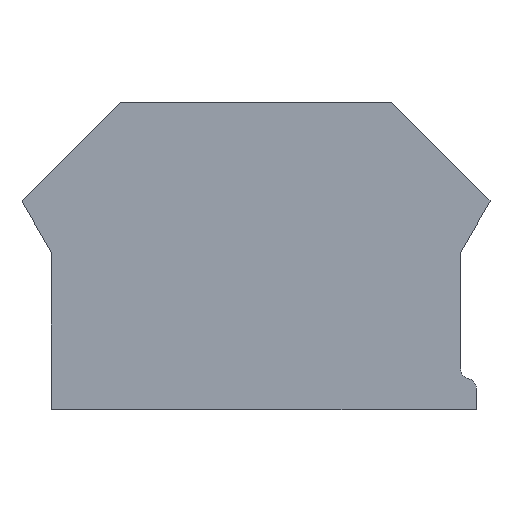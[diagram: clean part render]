
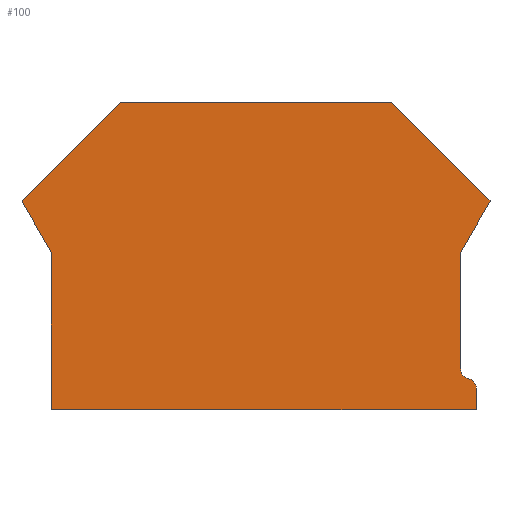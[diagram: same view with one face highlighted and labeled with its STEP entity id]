
A CAD part, top view. The second image highlights one B-rep face of the part: STEP entity #100.
In plain terms, the highlighted planar face has unit normal (0, 0, 1).
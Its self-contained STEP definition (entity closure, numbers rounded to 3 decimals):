
#100=ADVANCED_FACE('',(#130),#116,.T.);
#116=PLANE('',#401);
#130=FACE_OUTER_BOUND('',#146,.T.);
#146=EDGE_LOOP('',(#179,#180,#181,#182,#183,#184,#185,#186,#187,#188,#189,
#190,#191,#192));
#163=CIRCLE('',#399,1.);
#164=CIRCLE('',#400,1.);
#179=ORIENTED_EDGE('',*,*,#291,.F.);
#180=ORIENTED_EDGE('',*,*,#292,.T.);
#181=ORIENTED_EDGE('',*,*,#293,.F.);
#182=ORIENTED_EDGE('',*,*,#294,.T.);
#183=ORIENTED_EDGE('',*,*,#295,.T.);
#184=ORIENTED_EDGE('',*,*,#296,.T.);
#185=ORIENTED_EDGE('',*,*,#297,.F.);
#186=ORIENTED_EDGE('',*,*,#298,.T.);
#187=ORIENTED_EDGE('',*,*,#299,.F.);
#188=ORIENTED_EDGE('',*,*,#300,.T.);
#189=ORIENTED_EDGE('',*,*,#301,.F.);
#190=ORIENTED_EDGE('',*,*,#302,.T.);
#191=ORIENTED_EDGE('',*,*,#303,.T.);
#192=ORIENTED_EDGE('',*,*,#304,.F.);
#263=VERTEX_POINT('',#527);
#264=VERTEX_POINT('',#528);
#265=VERTEX_POINT('',#530);
#266=VERTEX_POINT('',#532);
#267=VERTEX_POINT('',#534);
#268=VERTEX_POINT('',#536);
#269=VERTEX_POINT('',#538);
#270=VERTEX_POINT('',#540);
#271=VERTEX_POINT('',#542);
#272=VERTEX_POINT('',#544);
#273=VERTEX_POINT('',#546);
#274=VERTEX_POINT('',#548);
#275=VERTEX_POINT('',#550);
#276=VERTEX_POINT('',#552);
#291=EDGE_CURVE('',#263,#264,#331,.T.);
#292=EDGE_CURVE('',#263,#265,#163,.T.);
#293=EDGE_CURVE('',#266,#265,#332,.T.);
#294=EDGE_CURVE('',#266,#267,#164,.T.);
#295=EDGE_CURVE('',#267,#268,#333,.T.);
#296=EDGE_CURVE('',#268,#269,#334,.T.);
#297=EDGE_CURVE('',#270,#269,#335,.T.);
#298=EDGE_CURVE('',#270,#271,#336,.T.);
#299=EDGE_CURVE('',#272,#271,#337,.T.);
#300=EDGE_CURVE('',#272,#273,#338,.T.);
#301=EDGE_CURVE('',#274,#273,#339,.T.);
#302=EDGE_CURVE('',#274,#275,#340,.T.);
#303=EDGE_CURVE('',#275,#276,#341,.T.);
#304=EDGE_CURVE('',#264,#276,#342,.T.);
#331=LINE('',#526,#369);
#332=LINE('',#531,#370);
#333=LINE('',#535,#371);
#334=LINE('',#537,#372);
#335=LINE('',#539,#373);
#336=LINE('',#541,#374);
#337=LINE('',#543,#375);
#338=LINE('',#545,#376);
#339=LINE('',#547,#377);
#340=LINE('',#549,#378);
#341=LINE('',#551,#379);
#342=LINE('',#553,#380);
#369=VECTOR('',#436,1.);
#370=VECTOR('',#439,1.);
#371=VECTOR('',#442,1.);
#372=VECTOR('',#443,1.);
#373=VECTOR('',#444,1.);
#374=VECTOR('',#445,1.);
#375=VECTOR('',#446,1.);
#376=VECTOR('',#447,1.);
#377=VECTOR('',#448,1.);
#378=VECTOR('',#449,1.);
#379=VECTOR('',#450,1.);
#380=VECTOR('',#451,1.);
#399=AXIS2_PLACEMENT_3D('',#529,#437,#438);
#400=AXIS2_PLACEMENT_3D('',#533,#440,#441);
#401=AXIS2_PLACEMENT_3D('',#554,#452,#453);
#436=DIRECTION('',(0.,-1.,0.));
#437=DIRECTION('',(0.,0.,1.));
#438=DIRECTION('',(1.,0.,0.));
#439=DIRECTION('',(0.94,-0.342,0.));
#440=DIRECTION('',(0.,0.,-1.));
#441=DIRECTION('',(1.,0.,0.));
#442=DIRECTION('',(0.,1.,0.));
#443=DIRECTION('',(0.5,0.866,0.));
#444=DIRECTION('',(0.,-1.,0.));
#445=DIRECTION('',(-0.707,0.707,0.));
#446=DIRECTION('',(1.,0.,0.));
#447=DIRECTION('',(-0.707,-0.707,0.));
#448=DIRECTION('',(0.,1.,0.));
#449=DIRECTION('',(0.5,-0.866,0.));
#450=DIRECTION('',(0.,-1.,0.));
#451=DIRECTION('',(-1.,0.,0.));
#452=DIRECTION('',(0.,0.,1.));
#453=DIRECTION('',(1.,0.,0.));
#526=CARTESIAN_POINT('',(46.3,1.725,1.5));
#527=CARTESIAN_POINT('',(46.3,2.167,1.5));
#528=CARTESIAN_POINT('',(46.3,0.,1.5));
#529=CARTESIAN_POINT('',(45.3,2.167,1.5));
#530=CARTESIAN_POINT('',(45.642,3.107,1.5));
#531=CARTESIAN_POINT('',(44.7,3.45,1.5));
#532=CARTESIAN_POINT('',(45.358,3.211,1.5));
#533=CARTESIAN_POINT('',(45.7,4.15,1.5));
#534=CARTESIAN_POINT('',(44.7,4.15,1.5));
#535=CARTESIAN_POINT('',(44.7,8.,1.5));
#536=CARTESIAN_POINT('',(44.7,16.,1.5));
#537=CARTESIAN_POINT('',(39.336,6.709,1.5));
#538=CARTESIAN_POINT('',(47.7,21.196,1.5));
#539=CARTESIAN_POINT('',(47.7,15.65,1.5));
#540=CARTESIAN_POINT('',(47.7,21.3,1.5));
#541=CARTESIAN_POINT('',(38.6,30.4,1.5));
#542=CARTESIAN_POINT('',(37.7,31.3,1.5));
#543=CARTESIAN_POINT('',(23.85,31.3,1.5));
#544=CARTESIAN_POINT('',(10.,31.3,1.5));
#545=CARTESIAN_POINT('',(9.1,30.4,1.5));
#546=CARTESIAN_POINT('',(0.,21.3,1.5));
#547=CARTESIAN_POINT('',(0.,15.65,1.5));
#548=CARTESIAN_POINT('',(0.,21.196,1.5));
#549=CARTESIAN_POINT('',(8.364,6.709,1.5));
#550=CARTESIAN_POINT('',(3.,16.,1.5));
#551=CARTESIAN_POINT('',(3.,8.,1.5));
#552=CARTESIAN_POINT('',(3.,0.,1.5));
#553=CARTESIAN_POINT('',(23.85,0.,1.5));
#554=CARTESIAN_POINT('',(23.85,15.65,1.5));
